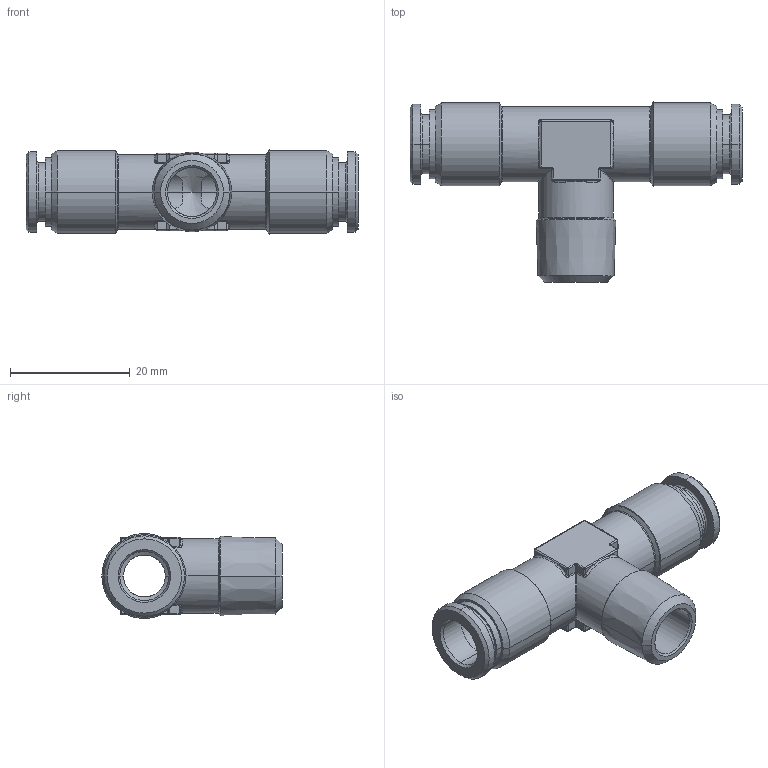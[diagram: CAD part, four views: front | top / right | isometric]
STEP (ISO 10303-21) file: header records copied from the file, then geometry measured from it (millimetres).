
FILE_DESCRIPTION((''),'2;1');
FILE_NAME('mxm.20.08.14',(''),('sopra-pneumatic'),'PRO/ENGINEER BY PARAMETRIC TECHNOLOGY CORPORATION, 2015110','PRO/ENGINEER BY PARAMETRIC TECHNOLOGY CORPORATION, 2015110','');
FILE_SCHEMA(('CONFIG_CONTROL_DESIGN'));
Length unit declared in the file: millimetre
Products named in the file (1): 381867B_941X4-8FF-1-4K
Bounding box: 55.4 x 30.09 x 14.19 mm (x, y, z)
Volume: 5871.8 mm3; surface area: 5508.1 mm2
Topology: 1 solids, 1 shells, 216 faces, 483 edges, 277 vertices
Faces by surface type: cylinder 76, plane 38, cone 38, torus 30, bspline 22, sphere 12
Entity records: 7745 total; most frequent: CARTESIAN_POINT 2986, DIRECTION 1039, ORIENTED_EDGE 962, EDGE_CURVE 481, AXIS2_PLACEMENT_3D 436, VERTEX_POINT 277, CIRCLE 242, EDGE_LOOP 230
